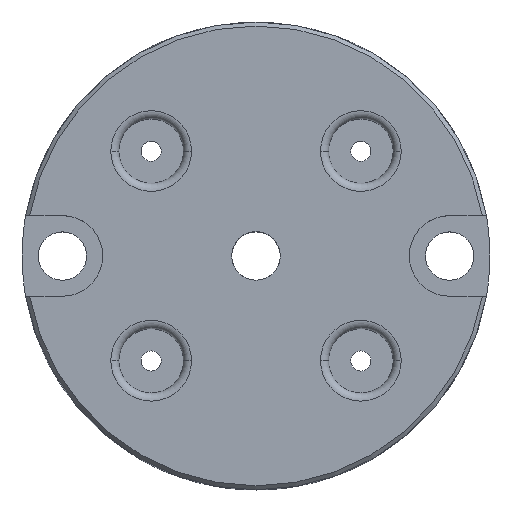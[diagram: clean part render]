
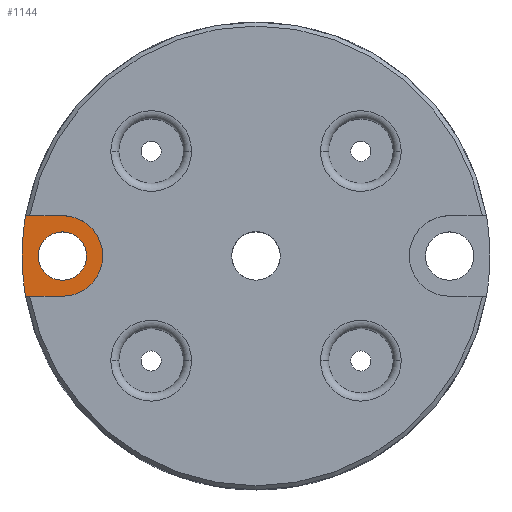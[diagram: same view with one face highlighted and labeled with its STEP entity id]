
A CAD part, top view. The second image highlights one B-rep face of the part: STEP entity #1144.
In plain terms, the highlighted planar face has unit normal (0, 0, 1).
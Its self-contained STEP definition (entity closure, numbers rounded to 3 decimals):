
#43 = VECTOR ( 'NONE', #1742, 1000. ) ;
#56 = CARTESIAN_POINT ( 'NONE',  ( -54., 0., 9. ) ) ;
#192 = EDGE_CURVE ( 'NONE', #3715, #1881, #1138, .T. ) ;
#235 = AXIS2_PLACEMENT_3D ( 'NONE', #2236, #4066, #4424 ) ;
#572 = FACE_OUTER_BOUND ( 'NONE', #4611, .T. ) ;
#578 = EDGE_CURVE ( 'NONE', #2084, #3821, #1020, .T. ) ;
#915 = DIRECTION ( 'NONE',  ( 0., 0., 1. ) ) ;
#917 = VECTOR ( 'NONE', #2171, 1000. ) ;
#1020 = LINE ( 'NONE', #4329, #917 ) ;
#1046 = VERTEX_POINT ( 'NONE', #56 ) ;
#1138 = LINE ( 'NONE', #2848, #43 ) ;
#1144 = ADVANCED_FACE ( 'NONE', ( #1523, #572 ), #2717, .T. ) ;
#1154 = CIRCLE ( 'NONE', #1670, 58. ) ;
#1197 = CARTESIAN_POINT ( 'NONE',  ( -57.131, -10., 9. ) ) ;
#1245 = CARTESIAN_POINT ( 'NONE',  ( 0., 0., 9. ) ) ;
#1274 = AXIS2_PLACEMENT_3D ( 'NONE', #2335, #915, #3796 ) ;
#1340 = VERTEX_POINT ( 'NONE', #4353 ) ;
#1383 = ORIENTED_EDGE ( 'NONE', *, *, #2993, .T. ) ;
#1387 = CARTESIAN_POINT ( 'NONE',  ( 0., 0., 9. ) ) ;
#1444 = EDGE_CURVE ( 'NONE', #2024, #1046, #1861, .T. ) ;
#1523 = FACE_BOUND ( 'NONE', #3991, .T. ) ;
#1539 = EDGE_CURVE ( 'NONE', #1340, #3715, #2814, .T. ) ;
#1606 = DIRECTION ( 'NONE',  ( 0., 0., 1. ) ) ;
#1670 = AXIS2_PLACEMENT_3D ( 'NONE', #1387, #2110, #2809 ) ;
#1742 = DIRECTION ( 'NONE',  ( 1., 0., 0. ) ) ;
#1861 = CIRCLE ( 'NONE', #235, 6. ) ;
#1881 = VERTEX_POINT ( 'NONE', #3938 ) ;
#1901 = CARTESIAN_POINT ( 'NONE',  ( -48., 0., 9. ) ) ;
#2024 = VERTEX_POINT ( 'NONE', #4350 ) ;
#2084 = VERTEX_POINT ( 'NONE', #2741 ) ;
#2110 = DIRECTION ( 'NONE',  ( 0., 0., 1. ) ) ;
#2133 = ORIENTED_EDGE ( 'NONE', *, *, #3325, .T. ) ;
#2171 = DIRECTION ( 'NONE',  ( -1., 0., 0. ) ) ;
#2194 = CARTESIAN_POINT ( 'NONE',  ( -48., 0., 9. ) ) ;
#2236 = CARTESIAN_POINT ( 'NONE',  ( -48., 0., 9. ) ) ;
#2238 = VERTEX_POINT ( 'NONE', #4698 ) ;
#2335 = CARTESIAN_POINT ( 'NONE',  ( -48., 0., 9. ) ) ;
#2337 = EDGE_CURVE ( 'NONE', #3821, #1340, #1154, .T. ) ;
#2373 = CARTESIAN_POINT ( 'NONE',  ( -48., 0., 9. ) ) ;
#2388 = DIRECTION ( 'NONE',  ( 0., 0., -1. ) ) ;
#2409 = ORIENTED_EDGE ( 'NONE', *, *, #1444, .T. ) ;
#2443 = AXIS2_PLACEMENT_3D ( 'NONE', #2194, #4326, #2930 ) ;
#2566 = DIRECTION ( 'NONE',  ( 1., 0., 0. ) ) ;
#2655 = CIRCLE ( 'NONE', #2443, 10. ) ;
#2658 = CARTESIAN_POINT ( 'NONE',  ( -57.131, 10., 9. ) ) ;
#2684 = AXIS2_PLACEMENT_3D ( 'NONE', #1901, #2958, #2566 ) ;
#2717 = PLANE ( 'NONE',  #1274 ) ;
#2741 = CARTESIAN_POINT ( 'NONE',  ( -48., 10., 9. ) ) ;
#2809 = DIRECTION ( 'NONE',  ( 1., 0., 0. ) ) ;
#2814 = CIRCLE ( 'NONE', #4085, 58. ) ;
#2848 = CARTESIAN_POINT ( 'NONE',  ( -48., -10., 9. ) ) ;
#2884 = CIRCLE ( 'NONE', #2684, 10. ) ;
#2930 = DIRECTION ( 'NONE',  ( 1., 0., 0. ) ) ;
#2958 = DIRECTION ( 'NONE',  ( 0., 0., 1. ) ) ;
#2984 = ORIENTED_EDGE ( 'NONE', *, *, #1539, .T. ) ;
#2993 = EDGE_CURVE ( 'NONE', #1046, #2024, #3910, .T. ) ;
#3266 = AXIS2_PLACEMENT_3D ( 'NONE', #2373, #2388, #4190 ) ;
#3325 = EDGE_CURVE ( 'NONE', #2238, #2084, #2655, .T. ) ;
#3360 = ORIENTED_EDGE ( 'NONE', *, *, #2337, .T. ) ;
#3539 = EDGE_CURVE ( 'NONE', #1881, #2238, #2884, .T. ) ;
#3715 = VERTEX_POINT ( 'NONE', #1197 ) ;
#3796 = DIRECTION ( 'NONE',  ( 1., 0., 0. ) ) ;
#3821 = VERTEX_POINT ( 'NONE', #2658 ) ;
#3910 = CIRCLE ( 'NONE', #3266, 6. ) ;
#3938 = CARTESIAN_POINT ( 'NONE',  ( -48., -10., 9. ) ) ;
#3942 = ORIENTED_EDGE ( 'NONE', *, *, #578, .T. ) ;
#3991 = EDGE_LOOP ( 'NONE', ( #2409, #1383 ) ) ;
#4066 = DIRECTION ( 'NONE',  ( 0., 0., -1. ) ) ;
#4085 = AXIS2_PLACEMENT_3D ( 'NONE', #1245, #1606, #4524 ) ;
#4190 = DIRECTION ( 'NONE',  ( 1., 0., 0. ) ) ;
#4326 = DIRECTION ( 'NONE',  ( 0., 0., 1. ) ) ;
#4329 = CARTESIAN_POINT ( 'NONE',  ( -48., 10., 9. ) ) ;
#4350 = CARTESIAN_POINT ( 'NONE',  ( -42., 0., 9. ) ) ;
#4353 = CARTESIAN_POINT ( 'NONE',  ( -58., 0., 9. ) ) ;
#4424 = DIRECTION ( 'NONE',  ( 1., 0., 0. ) ) ;
#4524 = DIRECTION ( 'NONE',  ( 1., 0., 0. ) ) ;
#4532 = ORIENTED_EDGE ( 'NONE', *, *, #3539, .T. ) ;
#4579 = ORIENTED_EDGE ( 'NONE', *, *, #192, .T. ) ;
#4611 = EDGE_LOOP ( 'NONE', ( #3360, #2984, #4579, #4532, #2133, #3942 ) ) ;
#4698 = CARTESIAN_POINT ( 'NONE',  ( -38., 0., 9. ) ) ;
